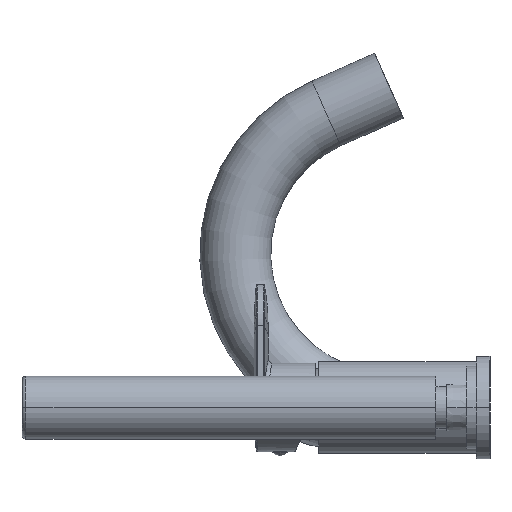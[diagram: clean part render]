
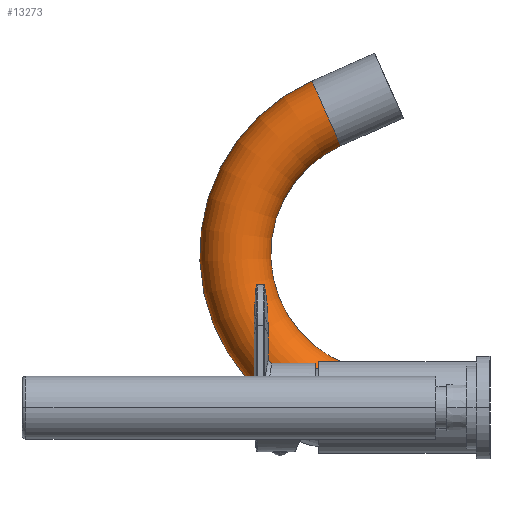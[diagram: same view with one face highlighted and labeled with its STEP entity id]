
A CAD part, left-side view. The second image highlights one B-rep face of the part: STEP entity #13273.
In plain terms, the highlighted toroidal (fillet/blend) face has major radius 78 mm and minor radius 18 mm.
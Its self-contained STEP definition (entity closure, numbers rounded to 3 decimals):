
#13103=CARTESIAN_POINT('',(150.,76.025,149.257));
#13104=DIRECTION('',(0.,-0.914,0.407));
#13105=DIRECTION('',(0.,0.407,0.914));
#13106=AXIS2_PLACEMENT_3D('',#13103,#13104,#13105);
#13108=CARTESIAN_POINT('',(150.,44.3,0.));
#13109=DIRECTION('',(0.,1.,0.));
#13110=DIRECTION('',(0.,0.,-1.));
#13111=AXIS2_PLACEMENT_3D('',#13108,#13109,#13110);
#13113=CARTESIAN_POINT('',(150.,44.3,78.));
#13114=DIRECTION('',(1.,0.,0.));
#13115=DIRECTION('',(0.,0.,-1.));
#13116=AXIS2_PLACEMENT_3D('',#13113,#13114,#13115);
#13169=CARTESIAN_POINT('',(150.,44.3,78.));
#13170=DIRECTION('',(1.,0.,0.));
#13171=DIRECTION('',(0.,0.,-1.));
#13172=AXIS2_PLACEMENT_3D('',#13169,#13170,#13171);
#13182=CARTESIAN_POINT('',(150.,44.3,18.));
#13183=CARTESIAN_POINT('',(150.,44.3,-18.));
#13184=VERTEX_POINT('',#13182);
#13185=VERTEX_POINT('',#13183);
#13186=CARTESIAN_POINT('',(150.,68.704,132.813));
#13187=CARTESIAN_POINT('',(150.,83.347,165.7));
#13188=VERTEX_POINT('',#13186);
#13189=VERTEX_POINT('',#13187);
#13259=CARTESIAN_POINT('',(150.,44.3,78.));
#13260=DIRECTION('',(1.,0.,0.));
#13261=DIRECTION('',(0.,0.,1.));
#13262=AXIS2_PLACEMENT_3D('',#13259,#13260,#13261);
#13263=TOROIDAL_SURFACE('',#13262,78.,18.);
#13265=ORIENTED_EDGE('',*,*,#13264,.F.);
#13267=ORIENTED_EDGE('',*,*,#13266,.T.);
#13268=ORIENTED_EDGE('',*,*,#13247,.T.);
#13270=ORIENTED_EDGE('',*,*,#13269,.F.);
#13271=EDGE_LOOP('',(#13265,#13267,#13268,#13270));
#13272=FACE_OUTER_BOUND('',#13271,.F.);
#13273=ADVANCED_FACE('',(#13272),#13263,.T.);
#13107=CIRCLE('',#13106,18.);
#13112=CIRCLE('',#13111,18.);
#13117=CIRCLE('',#13116,96.);
#13173=CIRCLE('',#13172,60.);
#13247=EDGE_CURVE('',#13189,#13188,#13107,.T.);
#13264=EDGE_CURVE('',#13185,#13184,#13112,.T.);
#13266=EDGE_CURVE('',#13185,#13189,#13117,.T.);
#13269=EDGE_CURVE('',#13184,#13188,#13173,.T.);
